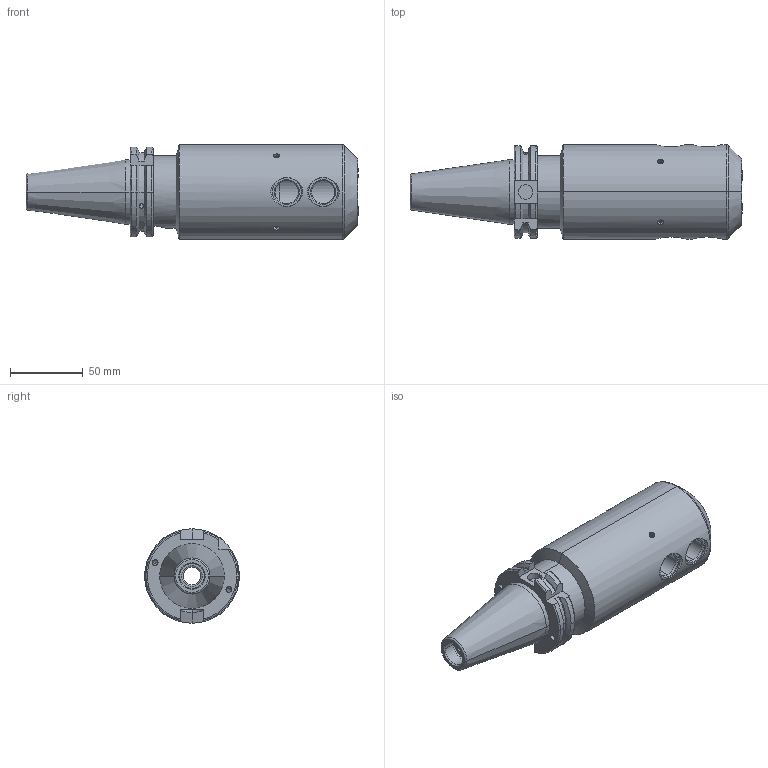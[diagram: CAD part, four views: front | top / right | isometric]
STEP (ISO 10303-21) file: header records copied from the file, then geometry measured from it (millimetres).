
FILE_DESCRIPTION (( 'STEP AP203' ), '1' );
FILE_NAME ('91406-WK225160.STEP', '2019-11-29T06:44:41', ( '' ), ( '' ), 'SwSTEP 2.0', 'SolidWorks 2018', '' );
FILE_SCHEMA (( 'CONFIG_CONTROL_DESIGN' ));
Length unit declared in the file: millimetre
Products named in the file (1): 91406-WK225160
Bounding box: 228.4 x 65 x 65 mm (x, y, z)
Volume: 478016.4 mm3; surface area: 63537 mm2
Topology: 1 solids, 1 shells, 189 faces, 496 edges, 318 vertices
Faces by surface type: cylinder 88, plane 41, cone 36, torus 16, bspline 4, sphere 4
Entity records: 7572 total; most frequent: CARTESIAN_POINT 2920, ORIENTED_EDGE 984, DIRECTION 913, EDGE_CURVE 492, AXIS2_PLACEMENT_3D 371, VERTEX_POINT 318, EDGE_LOOP 232, ADVANCED_FACE 189
